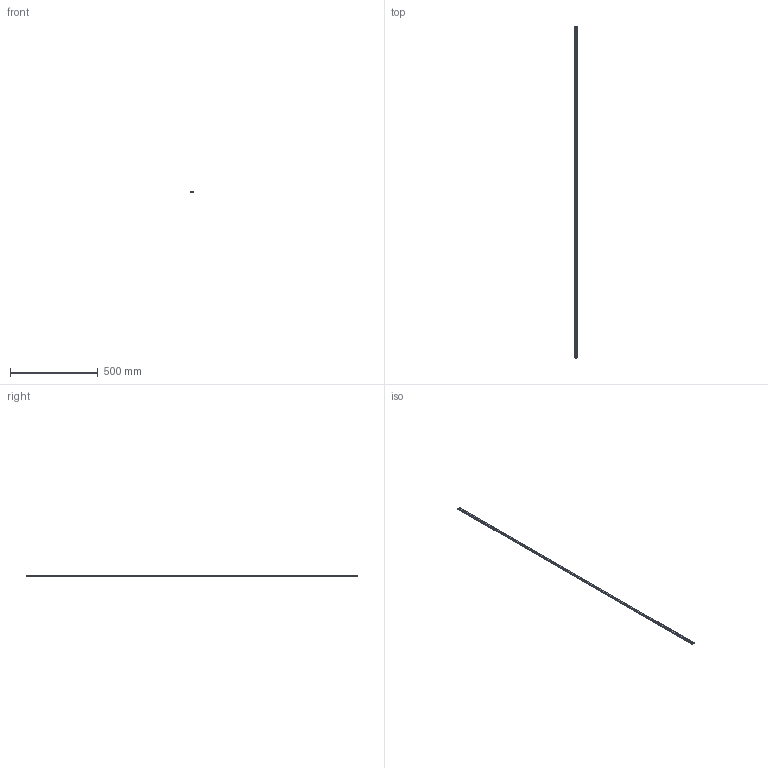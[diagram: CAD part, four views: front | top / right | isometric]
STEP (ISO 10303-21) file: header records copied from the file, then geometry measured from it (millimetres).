
FILE_DESCRIPTION(('STEP AP214'),'1');
FILE_NAME('cctmp_444450F6-7668-46B4-83EF-CDEAA54012CF_2021_02_19_10_17_08_0891..stp','2021-02-19T09:17:09',('HIWIN GmbH'),('CADClick - www.CADClick.com'),'Spatial InterOp 3D',' ','unknown authorization');
FILE_SCHEMA(('AUTOMOTIVE_DESIGN'));
Length unit declared in the file: millimetre
Products named in the file (1): MGNR12R1895CM_FILE
Bounding box: 12 x 1895 x 8 mm (x, y, z)
Volume: 162271.2 mm3; surface area: 94234.5 mm2
Topology: 1 solids, 1 shells, 779 faces, 1635 edges, 1090 vertices
Faces by surface type: cylinder 472, plane 307
Entity records: 27529 total; most frequent: DIRECTION 4139, CARTESIAN_POINT 3505, ORIENTED_EDGE 3270, AXIS2_PLACEMENT_3D 1724, EDGE_CURVE 1635, VERTEX_POINT 1090, EDGE_LOOP 1011, CIRCLE 944
